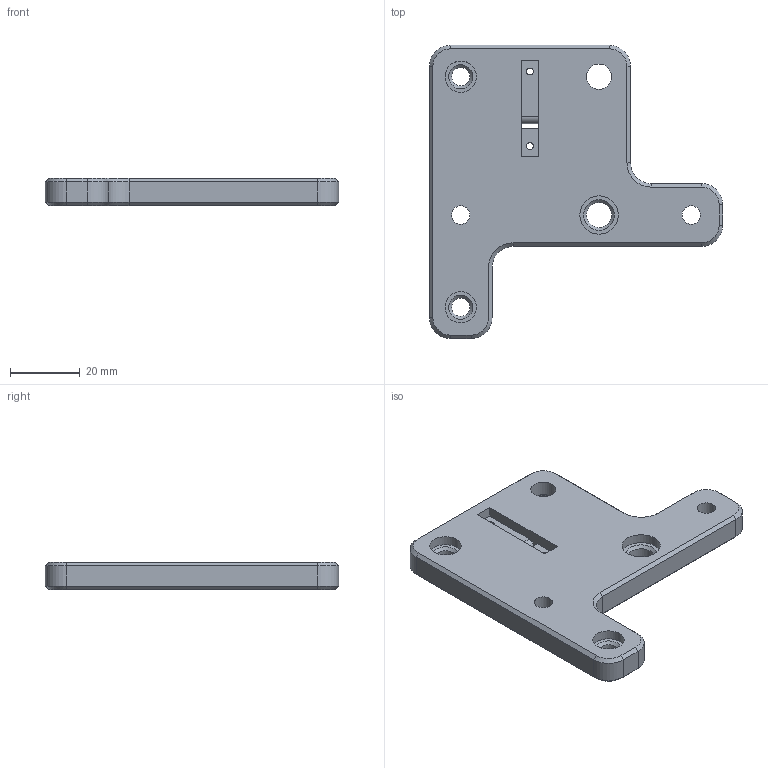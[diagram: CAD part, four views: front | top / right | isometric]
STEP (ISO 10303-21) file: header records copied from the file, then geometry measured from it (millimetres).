
FILE_DESCRIPTION(/* description */ (''),/* implementation_level */ '2;1');
FILE_NAME(/* name */ 'Carriage.step',/* time_stamp */ '2022-08-10T18:14:18-05:00',/* author */ (''),/* organization */ (''),/* preprocessor_version */ 'ST-DEVELOPER v19',/* originating_system */ 'Autodesk Translation Framework v11.7.0.108',/* authorisation */ '');
FILE_SCHEMA (('AUTOMOTIVE_DESIGN { 1 0 10303 214 3 1 1 }'));
Length unit declared in the file: millimetre
Products named in the file (2): Carriage Streamlined; Carriage
Assembly tree (1 placements, depth 2):
  Carriage Streamlined
    Carriage
Bounding box: 84.17 x 84.17 x 8 mm (x, y, z)
Volume: 30990.9 mm3; surface area: 11687 mm2
Topology: 1 solids, 1 shells, 92 faces, 209 edges, 127 vertices
Faces by surface type: plane 42, cone 26, cylinder 24
Full cylindrical faces by diameter (mm): 2 x2, 5.3 x4, 7.24 x2, 9 x4, 11 x2
Entity records: 2645 total; most frequent: DIRECTION 478, CARTESIAN_POINT 431, ORIENTED_EDGE 418, EDGE_CURVE 209, AXIS2_PLACEMENT_3D 174, LINE 130, VECTOR 130, VERTEX_POINT 127
